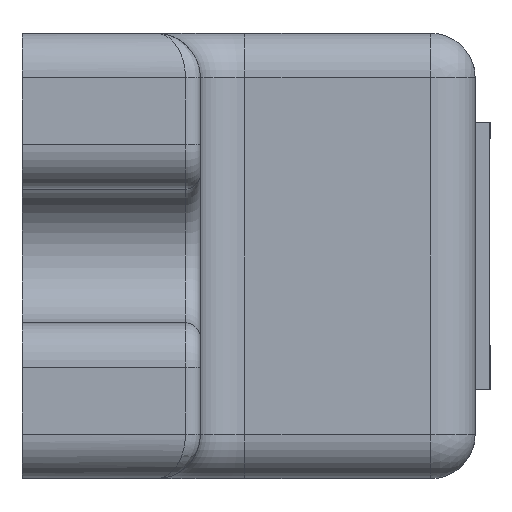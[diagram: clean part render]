
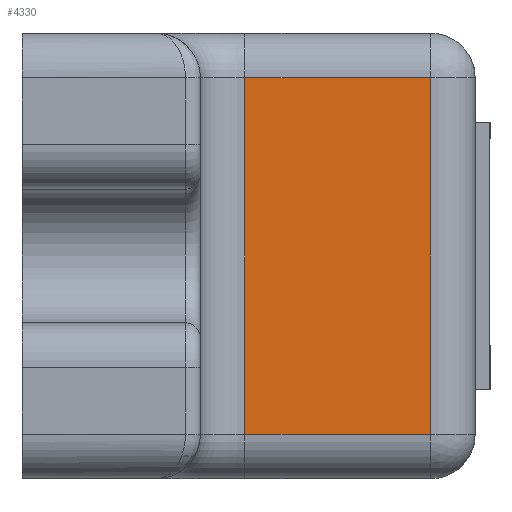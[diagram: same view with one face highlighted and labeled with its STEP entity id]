
A CAD part, left-side view. The second image highlights one B-rep face of the part: STEP entity #4330.
In plain terms, the highlighted planar face has unit normal (-1, 0, 0).
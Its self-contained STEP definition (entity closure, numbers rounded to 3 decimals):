
#15 = LINE ( 'NONE', #1552, #10531 ) ;
#78 = VECTOR ( 'NONE', #9747, 1000. ) ;
#111 = LINE ( 'NONE', #9477, #4231 ) ;
#356 = VERTEX_POINT ( 'NONE', #3110 ) ;
#541 = CARTESIAN_POINT ( 'NONE',  ( -75.5, -9.5, 12. ) ) ;
#618 = VERTEX_POINT ( 'NONE', #1725 ) ;
#958 = DIRECTION ( 'NONE',  ( 0., 0., -1. ) ) ;
#1552 = CARTESIAN_POINT ( 'NONE',  ( -75.5, -9.5, 15. ) ) ;
#1725 = CARTESIAN_POINT ( 'NONE',  ( -75.5, -9.5, -12. ) ) ;
#2379 = VERTEX_POINT ( 'NONE', #541 ) ;
#3110 = CARTESIAN_POINT ( 'NONE',  ( -75.5, 3., 12. ) ) ;
#3238 = CARTESIAN_POINT ( 'NONE',  ( -75.5, -9.5, -12. ) ) ;
#3272 = ORIENTED_EDGE ( 'NONE', *, *, #8554, .T. ) ;
#3413 = DIRECTION ( 'NONE',  ( 0., 0., -1. ) ) ;
#3543 = CARTESIAN_POINT ( 'NONE',  ( -75.5, -9.5, -15. ) ) ;
#3815 = VERTEX_POINT ( 'NONE', #7492 ) ;
#3880 = VECTOR ( 'NONE', #958, 1000. ) ;
#4231 = VECTOR ( 'NONE', #8494, 1000. ) ;
#4330 = ADVANCED_FACE ( 'NONE', ( #9998 ), #6610, .F. ) ;
#5220 = DIRECTION ( 'NONE',  ( 0., 0., 1. ) ) ;
#5276 = DIRECTION ( 'NONE',  ( 1., 0., 0. ) ) ;
#6610 = PLANE ( 'NONE',  #8130 ) ;
#6960 = ORIENTED_EDGE ( 'NONE', *, *, #10843, .T. ) ;
#7492 = CARTESIAN_POINT ( 'NONE',  ( -75.5, 3., -12. ) ) ;
#8130 = AXIS2_PLACEMENT_3D ( 'NONE', #3543, #5276, #3413 ) ;
#8494 = DIRECTION ( 'NONE',  ( 0., 1., 0. ) ) ;
#8554 = EDGE_CURVE ( 'NONE', #2379, #356, #111, .T. ) ;
#8740 = LINE ( 'NONE', #3238, #78 ) ;
#9477 = CARTESIAN_POINT ( 'NONE',  ( -75.5, 6., 12. ) ) ;
#9747 = DIRECTION ( 'NONE',  ( 0., -1., 0. ) ) ;
#9998 = FACE_OUTER_BOUND ( 'NONE', #10333, .T. ) ;
#10295 = CARTESIAN_POINT ( 'NONE',  ( -75.5, 3., -15. ) ) ;
#10333 = EDGE_LOOP ( 'NONE', ( #6960, #11327, #10451, #3272 ) ) ;
#10451 = ORIENTED_EDGE ( 'NONE', *, *, #11717, .T. ) ;
#10531 = VECTOR ( 'NONE', #5220, 1000. ) ;
#10607 = EDGE_CURVE ( 'NONE', #3815, #618, #8740, .T. ) ;
#10843 = EDGE_CURVE ( 'NONE', #356, #3815, #11724, .T. ) ;
#11327 = ORIENTED_EDGE ( 'NONE', *, *, #10607, .T. ) ;
#11717 = EDGE_CURVE ( 'NONE', #618, #2379, #15, .T. ) ;
#11724 = LINE ( 'NONE', #10295, #3880 ) ;
